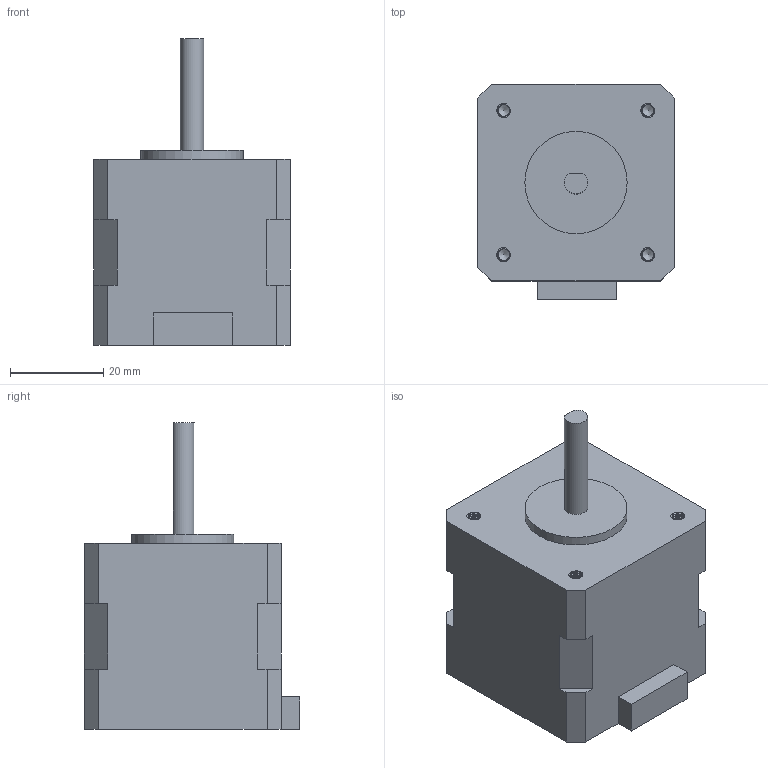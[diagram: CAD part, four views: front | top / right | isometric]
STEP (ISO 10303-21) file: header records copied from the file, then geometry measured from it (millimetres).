
FILE_DESCRIPTION(/* description */ (''),/* implementation_level */ '2;1');
FILE_NAME(/* name */ '',/* time_stamp */ '2023-09-17T19:19:40+08:00',/* author */ (''),/* organization */ (''),/* preprocessor_version */ 'ST-DEVELOPER v20',/* originating_system */ 'Autodesk Translation Framework v12.9.0.99',/* authorisation */ '');
FILE_SCHEMA (('AUTOMOTIVE_DESIGN { 1 0 10303 214 3 1 1 }'));
Length unit declared in the file: millimetre
Products named in the file (1): 42_40mm步进电机 v1
Bounding box: 42.3 x 46.3 x 66 mm (x, y, z)
Volume: 71958 mm3; surface area: 10991.5 mm2
Topology: 1 solids, 1 shells, 131 faces, 373 edges, 246 vertices
Faces by surface type: cylinder 82, plane 37, bspline 8, cone 4
Full cylindrical faces by diameter (mm): 2.529 x16, 3.086 x8, 22 x1
Entity records: 9336 total; most frequent: CARTESIAN_POINT 6237, ORIENTED_EDGE 738, DIRECTION 469, EDGE_CURVE 369, VERTEX_POINT 246, B_SPLINE_CURVE_WITH_KNOTS 176, LINE 165, VECTOR 165
